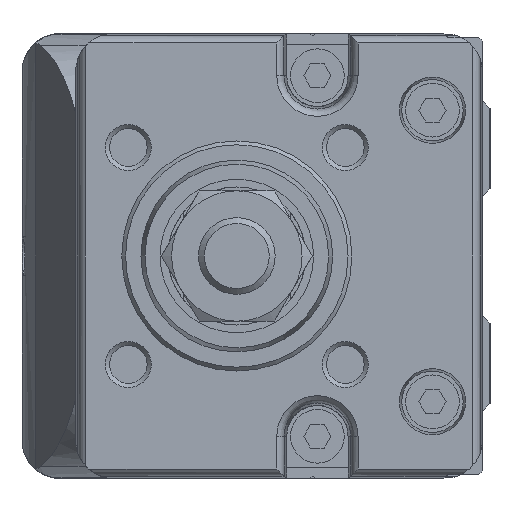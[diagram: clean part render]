
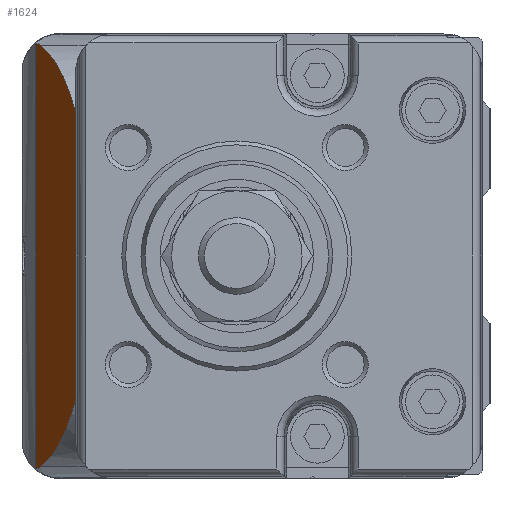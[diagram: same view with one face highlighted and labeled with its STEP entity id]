
A CAD part, left-side view. The second image highlights one B-rep face of the part: STEP entity #1624.
In plain terms, the highlighted planar face has unit normal (-0.358, 0.934, 0).
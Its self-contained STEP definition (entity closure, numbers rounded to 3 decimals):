
#1624 = ADVANCED_FACE( '', ( #3472 ), #3473, .T. );
#3472 = FACE_OUTER_BOUND( '', #5540, .T. );
#3473 = PLANE( '', #5541 );
#5540 = EDGE_LOOP( '', ( #9698, #9699, #9700, #9701, #9702, #9703, #9704, #9705, #9706, #9707 ) );
#5541 = AXIS2_PLACEMENT_3D( '', #9708, #9709, #9710 );
#9698 = ORIENTED_EDGE( '', *, *, #10818, .T. );
#9699 = ORIENTED_EDGE( '', *, *, #11840, .T. );
#9700 = ORIENTED_EDGE( '', *, *, #11949, .T. );
#9701 = ORIENTED_EDGE( '', *, *, #11889, .T. );
#9702 = ORIENTED_EDGE( '', *, *, #11529, .T. );
#9703 = ORIENTED_EDGE( '', *, *, #10654, .T. );
#9704 = ORIENTED_EDGE( '', *, *, #11537, .T. );
#9705 = ORIENTED_EDGE( '', *, *, #11877, .F. );
#9706 = ORIENTED_EDGE( '', *, *, #10693, .T. );
#9707 = ORIENTED_EDGE( '', *, *, #11379, .T. );
#9708 = CARTESIAN_POINT( '', ( -28.966, 23.25, 29. ) );
#9709 = DIRECTION( '', ( -0.358, 0.934, 0. ) );
#9710 = DIRECTION( '', ( -0.934, -0.358, 0. ) );
#10654 = EDGE_CURVE( '', #12569, #12567, #12570, .T. );
#10693 = EDGE_CURVE( '', #12630, #12634, #12636, .T. );
#10818 = EDGE_CURVE( '', #12853, #12851, #12854, .T. );
#11379 = EDGE_CURVE( '', #12634, #12853, #13738, .T. );
#11529 = EDGE_CURVE( '', #13959, #12569, #13960, .T. );
#11537 = EDGE_CURVE( '', #12567, #13969, #13971, .T. );
#11840 = EDGE_CURVE( '', #12851, #14385, #14387, .T. );
#11877 = EDGE_CURVE( '', #12630, #13969, #14430, .T. );
#11889 = EDGE_CURVE( '', #14443, #13959, #14444, .T. );
#11949 = EDGE_CURVE( '', #14385, #14443, #14509, .T. );
#12567 = VERTEX_POINT( '', #15345 );
#12569 = VERTEX_POINT( '', #15348 );
#12570 = ELLIPSE( '', #15349, 22.292, 20.815 );
#12630 = VERTEX_POINT( '', #15453 );
#12634 = VERTEX_POINT( '', #15458 );
#12636 = ELLIPSE( '', #15461, 3.213, 3. );
#12851 = VERTEX_POINT( '', #15732 );
#12853 = VERTEX_POINT( '', #15743 );
#12854 = ELLIPSE( '', #15744, 42.314, 39.511 );
#13738 = ELLIPSE( '', #17146, 22.292, 20.815 );
#13959 = VERTEX_POINT( '', #17450 );
#13960 = ELLIPSE( '', #17451, 42.314, 39.511 );
#13969 = VERTEX_POINT( '', #17470 );
#13971 = ELLIPSE( '', #17473, 3.213, 3. );
#14385 = VERTEX_POINT( '', #18067 );
#14387 = ELLIPSE( '', #18080, 13.97, 5. );
#14430 = LINE( '', #18136, #18137 );
#14443 = VERTEX_POINT( '', #18151 );
#14444 = ELLIPSE( '', #18152, 13.97, 5. );
#14509 = LINE( '', #18241, #18242 );
#15345 = CARTESIAN_POINT( '', ( -28.519, 23.421, -18.269 ) );
#15348 = CARTESIAN_POINT( '', ( -16.262, 28.119, -27.428 ) );
#15349 = AXIS2_PLACEMENT_3D( '', #18850, #18851, #18852 );
#15453 = CARTESIAN_POINT( '', ( -28.966, 23.25, 16.694 ) );
#15458 = CARTESIAN_POINT( '', ( -28.519, 23.421, 18.269 ) );
#15461 = AXIS2_PLACEMENT_3D( '', #18904, #18905, #18906 );
#15732 = CARTESIAN_POINT( '', ( -14.748, 28.7, 27.842 ) );
#15743 = CARTESIAN_POINT( '', ( -16.262, 28.119, 27.428 ) );
#15744 = AXIS2_PLACEMENT_3D( '', #19080, #19081, #19082 );
#17146 = AXIS2_PLACEMENT_3D( '', #19811, #19812, #19813 );
#17450 = CARTESIAN_POINT( '', ( -14.748, 28.7, -27.842 ) );
#17451 = AXIS2_PLACEMENT_3D( '', #19999, #20000, #20001 );
#17470 = CARTESIAN_POINT( '', ( -28.966, 23.25, -16.694 ) );
#17473 = AXIS2_PLACEMENT_3D( '', #20010, #20011, #20012 );
#18067 = CARTESIAN_POINT( '', ( -14.651, 28.737, 27.811 ) );
#18080 = AXIS2_PLACEMENT_3D( '', #20331, #20332, #20333 );
#18136 = CARTESIAN_POINT( '', ( -28.966, 23.25, 29. ) );
#18137 = VECTOR( '', #20365, 1000. );
#18151 = CARTESIAN_POINT( '', ( -14.651, 28.737, -27.811 ) );
#18152 = AXIS2_PLACEMENT_3D( '', #20376, #20377, #20378 );
#18241 = CARTESIAN_POINT( '', ( -14.651, 28.737, 29. ) );
#18242 = VECTOR( '', #20424, 1000. );
#18850 = CARTESIAN_POINT( '', ( -10.804, 30.211, -7.341 ) );
#18851 = DIRECTION( '', ( -0.358, 0.934, 0. ) );
#18852 = DIRECTION( '', ( -0.934, -0.358, 0. ) );
#18904 = CARTESIAN_POINT( '', ( -25.966, 24.4, 16.694 ) );
#18905 = DIRECTION( '', ( -0.358, 0.934, 0. ) );
#18906 = DIRECTION( '', ( 0.934, 0.358, 0. ) );
#19080 = CARTESIAN_POINT( '', ( -5.071, 32.409, -10.465 ) );
#19081 = DIRECTION( '', ( -0.358, 0.934, 0. ) );
#19082 = DIRECTION( '', ( -0.934, -0.358, 0. ) );
#19811 = CARTESIAN_POINT( '', ( -10.804, 30.211, 7.341 ) );
#19812 = DIRECTION( '', ( -0.358, 0.934, 0. ) );
#19813 = DIRECTION( '', ( -0.934, -0.358, 0. ) );
#19999 = CARTESIAN_POINT( '', ( -5.071, 32.409, 10.465 ) );
#20000 = DIRECTION( '', ( -0.358, 0.934, 0. ) );
#20001 = DIRECTION( '', ( -0.934, -0.358, 0. ) );
#20010 = CARTESIAN_POINT( '', ( -25.966, 24.4, -16.694 ) );
#20011 = DIRECTION( '', ( -0.358, 0.934, 0. ) );
#20012 = DIRECTION( '', ( 0.934, 0.358, 0. ) );
#20331 = CARTESIAN_POINT( '', ( -23.095, 25.5, 24. ) );
#20332 = DIRECTION( '', ( -0.358, 0.934, 0. ) );
#20333 = DIRECTION( '', ( 0.934, 0.358, 0. ) );
#20365 = DIRECTION( '', ( 0., 0., -1. ) );
#20376 = CARTESIAN_POINT( '', ( -23.095, 25.5, -24. ) );
#20377 = DIRECTION( '', ( -0.358, 0.934, 0. ) );
#20378 = DIRECTION( '', ( 0.934, 0.358, 0. ) );
#20424 = DIRECTION( '', ( 0., 0., -1. ) );
